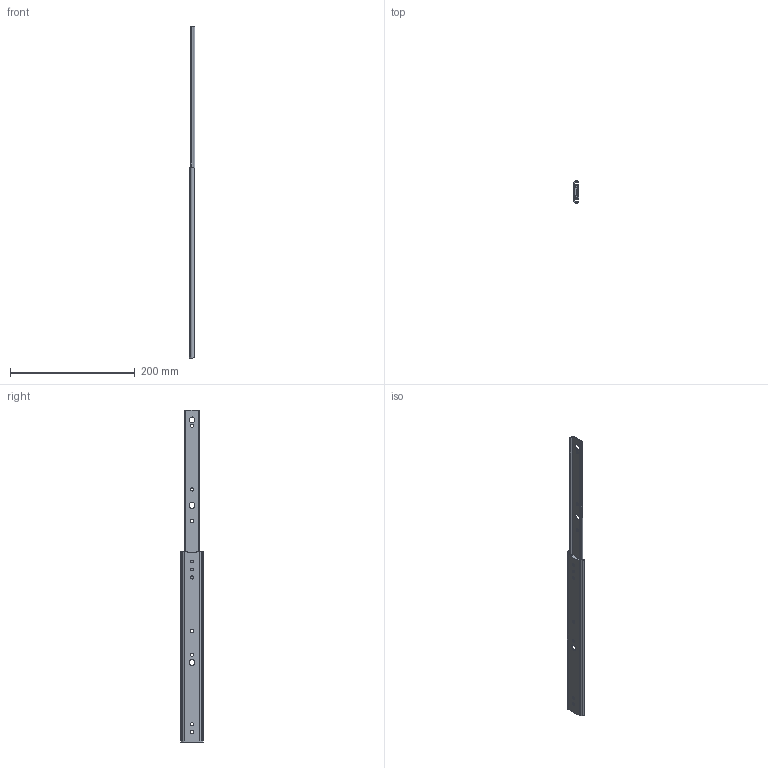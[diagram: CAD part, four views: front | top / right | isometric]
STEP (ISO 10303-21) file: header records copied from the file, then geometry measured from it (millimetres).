
FILE_DESCRIPTION (( 'STEP AP203' ), '1' );
FILE_NAME ('3521-12.STEP', '2020-06-15T00:53:40', ( '' ), ( '' ), 'SwSTEP 2.0', 'SolidWorks 2019', '' );
FILE_SCHEMA (( 'CONFIG_CONTROL_DESIGN' ));
Length unit declared in the file: millimetre
Products named in the file (3): OM 3521-12 ; IM 3521-12 ; 3521-12
Assembly tree (2 placements, depth 2):
  3521-12
    OM 3521-12 
    IM 3521-12 
Bounding box: 9.6 x 35.3 x 531.35 mm (x, y, z)
Volume: 37855.4 mm3; surface area: 49933.1 mm2
Topology: 2 solids, 2 shells, 126 faces, 364 edges, 242 vertices
Faces by surface type: cylinder 66, plane 60
Entity records: 4697 total; most frequent: CARTESIAN_POINT 925, DIRECTION 738, ORIENTED_EDGE 728, EDGE_CURVE 364, AXIS2_PLACEMENT_3D 259, VERTEX_POINT 242, VECTOR 220, LINE 220
